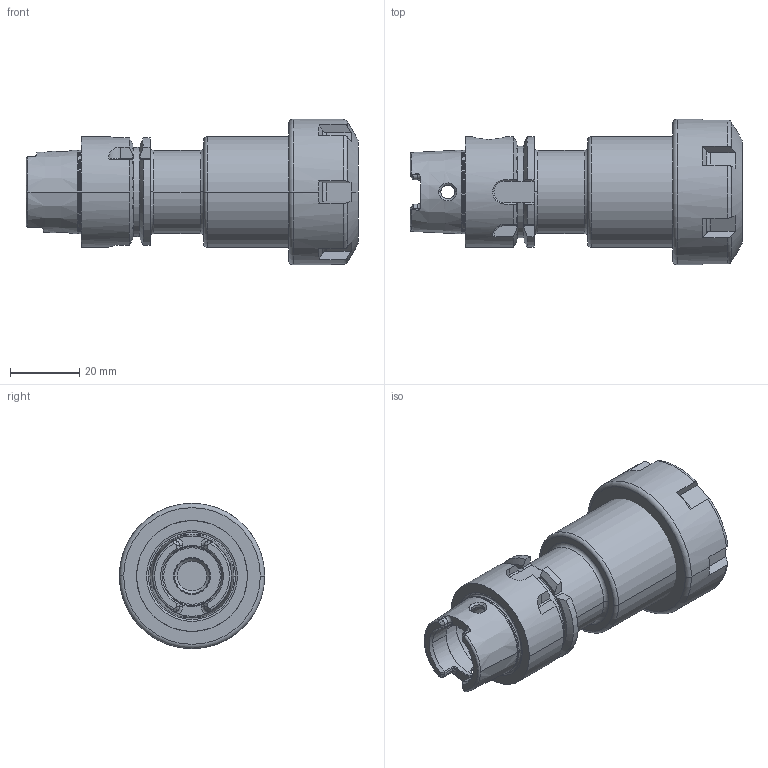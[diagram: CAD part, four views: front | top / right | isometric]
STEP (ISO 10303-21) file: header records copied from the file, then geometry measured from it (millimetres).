
FILE_DESCRIPTION((''),'2;1');
FILE_NAME('A32-020-25_ASM','2011-09-02T',('mei'),(''),'PRO/ENGINEER BY PARAMETRIC TECHNOLOGY CORPORATION, 2010430','PRO/ENGINEER BY PARAMETRIC TECHNOLOGY CORPORATION, 2010430','');
FILE_SCHEMA(('CONFIG_CONTROL_DESIGN'));
Length unit declared in the file: millimetre
Products named in the file (3): A32-020-25; 83-912-25; A32-020-25_ASM
Assembly tree (2 placements, depth 2):
  A32-020-25_ASM
    A32-020-25
    83-912-25
Bounding box: 95.9 x 42 x 42 mm (x, y, z)
Volume: 63010.8 mm3; surface area: 18730.3 mm2
Topology: 2 solids, 3 shells, 232 faces, 600 edges, 374 vertices
Faces by surface type: plane 83, cylinder 53, cone 40, torus 40, bspline 14, extrusion 2
Entity records: 8589 total; most frequent: CARTESIAN_POINT 3052, ORIENTED_EDGE 1196, DIRECTION 1084, EDGE_CURVE 600, AXIS2_PLACEMENT_3D 423, VERTEX_POINT 374, VECTOR 238, EDGE_LOOP 238
